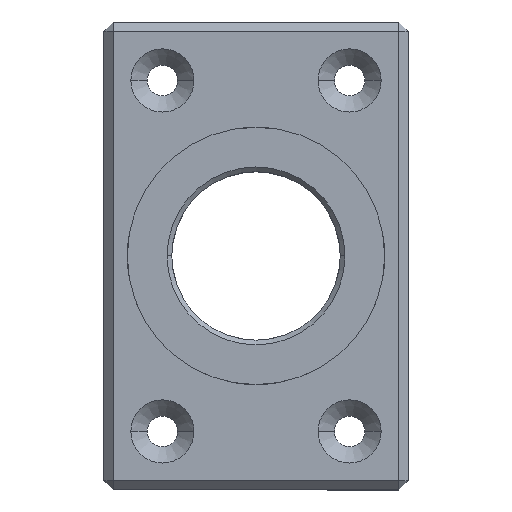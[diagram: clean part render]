
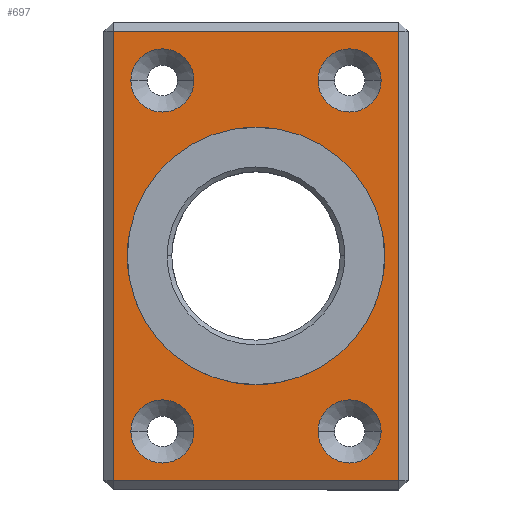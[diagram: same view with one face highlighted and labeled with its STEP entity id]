
A CAD part, top view. The second image highlights one B-rep face of the part: STEP entity #697.
In plain terms, the highlighted planar face has unit normal (0, 0, 1).
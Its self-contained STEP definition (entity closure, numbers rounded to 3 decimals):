
#125 = DIRECTION ( 'NONE',  ( -1., 0., 0. ) ) ;
#257 = DIRECTION ( 'NONE',  ( 0., 0., 1. ) ) ;
#324 = ORIENTED_EDGE ( 'NONE', *, *, #11460, .T. ) ;
#471 = DIRECTION ( 'NONE',  ( 0., 0., 1. ) ) ;
#525 = CIRCLE ( 'NONE', #5535, 21. ) ;
#597 = DIRECTION ( 'NONE',  ( 0., -1., 0. ) ) ;
#697 = ADVANCED_FACE ( 'NONE', ( #15281, #2595, #7101, #6851, #13675, #17684 ), #6841, .T. ) ;
#965 = DIRECTION ( 'NONE',  ( 0., 1., 0. ) ) ;
#1292 = ORIENTED_EDGE ( 'NONE', *, *, #7494, .F. ) ;
#1308 = CARTESIAN_POINT ( 'NONE',  ( 0., 0., 6. ) ) ;
#2139 = CARTESIAN_POINT ( 'NONE',  ( 32.5, -48., 6. ) ) ;
#2186 = VERTEX_POINT ( 'NONE', #10193 ) ;
#2322 = EDGE_CURVE ( 'NONE', #14048, #17363, #13952, .T. ) ;
#2417 = CARTESIAN_POINT ( 'NONE',  ( -20., 37.5, 6. ) ) ;
#2445 = CARTESIAN_POINT ( 'NONE',  ( 30.5, 50., 6. ) ) ;
#2595 = FACE_BOUND ( 'NONE', #13151, .T. ) ;
#2623 = DIRECTION ( 'NONE',  ( 1., 0., 0. ) ) ;
#2637 = DIRECTION ( 'NONE',  ( 0., 0., 1. ) ) ;
#2658 = DIRECTION ( 'NONE',  ( 0., 0., 1. ) ) ;
#2747 = VERTEX_POINT ( 'NONE', #7029 ) ;
#3115 = CIRCLE ( 'NONE', #11930, 6.75 ) ;
#3194 = EDGE_CURVE ( 'NONE', #7994, #15238, #16935, .T. ) ;
#3540 = CARTESIAN_POINT ( 'NONE',  ( 20., -37.5, 6. ) ) ;
#3725 = CARTESIAN_POINT ( 'NONE',  ( 13.25, 37.5, 6. ) ) ;
#3756 = AXIS2_PLACEMENT_3D ( 'NONE', #2417, #15021, #11840 ) ;
#3932 = CARTESIAN_POINT ( 'NONE',  ( 20., -37.5, 6. ) ) ;
#4008 = CARTESIAN_POINT ( 'NONE',  ( 30.5, -48., 6. ) ) ;
#4096 = LINE ( 'NONE', #2139, #13426 ) ;
#4173 = ORIENTED_EDGE ( 'NONE', *, *, #9417, .T. ) ;
#4528 = AXIS2_PLACEMENT_3D ( 'NONE', #5288, #7051, #18097 ) ;
#4574 = CARTESIAN_POINT ( 'NONE',  ( -26.75, -37.5, 6. ) ) ;
#4747 = CIRCLE ( 'NONE', #3756, 6.75 ) ;
#4843 = EDGE_LOOP ( 'NONE', ( #9504, #6457 ) ) ;
#4868 = DIRECTION ( 'NONE',  ( 1., 0., 0. ) ) ;
#5113 = CARTESIAN_POINT ( 'NONE',  ( 0., 0., 6. ) ) ;
#5221 = AXIS2_PLACEMENT_3D ( 'NONE', #10437, #5713, #18585 ) ;
#5257 = CARTESIAN_POINT ( 'NONE',  ( -30.5, -50., 6. ) ) ;
#5288 = CARTESIAN_POINT ( 'NONE',  ( 0., 0., 6. ) ) ;
#5361 = AXIS2_PLACEMENT_3D ( 'NONE', #13730, #2658, #10669 ) ;
#5419 = DIRECTION ( 'NONE',  ( 1., 0., 0. ) ) ;
#5535 = AXIS2_PLACEMENT_3D ( 'NONE', #5113, #16177, #16375 ) ;
#5706 = EDGE_CURVE ( 'NONE', #13175, #9209, #14370, .T. ) ;
#5713 = DIRECTION ( 'NONE',  ( 0., 0., 1. ) ) ;
#6404 = DIRECTION ( 'NONE',  ( 1., 0., 0. ) ) ;
#6408 = CARTESIAN_POINT ( 'NONE',  ( -26.75, 37.5, 6. ) ) ;
#6457 = ORIENTED_EDGE ( 'NONE', *, *, #2322, .F. ) ;
#6777 = EDGE_CURVE ( 'NONE', #7556, #11655, #4747, .T. ) ;
#6841 = PLANE ( 'NONE',  #4528 ) ;
#6842 = LINE ( 'NONE', #5257, #18947 ) ;
#6851 = FACE_BOUND ( 'NONE', #4843, .T. ) ;
#7029 = CARTESIAN_POINT ( 'NONE',  ( 30.5, 48., 6. ) ) ;
#7051 = DIRECTION ( 'NONE',  ( 0., 0., 1. ) ) ;
#7101 = FACE_BOUND ( 'NONE', #15627, .T. ) ;
#7131 = VERTEX_POINT ( 'NONE', #9530 ) ;
#7423 = ORIENTED_EDGE ( 'NONE', *, *, #6777, .F. ) ;
#7494 = EDGE_CURVE ( 'NONE', #9209, #13175, #9271, .T. ) ;
#7556 = VERTEX_POINT ( 'NONE', #10998 ) ;
#7635 = EDGE_CURVE ( 'NONE', #17363, #14048, #17826, .T. ) ;
#7833 = AXIS2_PLACEMENT_3D ( 'NONE', #9646, #20743, #6404 ) ;
#7869 = VECTOR ( 'NONE', #965, 1000. ) ;
#7994 = VERTEX_POINT ( 'NONE', #4574 ) ;
#8113 = AXIS2_PLACEMENT_3D ( 'NONE', #1308, #10990, #12762 ) ;
#8450 = CARTESIAN_POINT ( 'NONE',  ( -30.5, -48., 6. ) ) ;
#8717 = AXIS2_PLACEMENT_3D ( 'NONE', #3932, #8920, #12091 ) ;
#8920 = DIRECTION ( 'NONE',  ( 0., 0., 1. ) ) ;
#8960 = EDGE_CURVE ( 'NONE', #7131, #18519, #6842, .T. ) ;
#9209 = VERTEX_POINT ( 'NONE', #11112 ) ;
#9271 = CIRCLE ( 'NONE', #19514, 6.75 ) ;
#9323 = EDGE_LOOP ( 'NONE', ( #18559, #19737, #4173, #15664 ) ) ;
#9417 = EDGE_CURVE ( 'NONE', #11863, #2747, #20684, .T. ) ;
#9504 = ORIENTED_EDGE ( 'NONE', *, *, #7635, .F. ) ;
#9515 = ORIENTED_EDGE ( 'NONE', *, *, #10145, .F. ) ;
#9530 = CARTESIAN_POINT ( 'NONE',  ( -30.5, 48., 6. ) ) ;
#9646 = CARTESIAN_POINT ( 'NONE',  ( -20., 37.5, 6. ) ) ;
#9711 = CARTESIAN_POINT ( 'NONE',  ( -32.5, 48., 6. ) ) ;
#10085 = EDGE_CURVE ( 'NONE', #2747, #7131, #10600, .T. ) ;
#10102 = AXIS2_PLACEMENT_3D ( 'NONE', #3540, #257, #4868 ) ;
#10145 = EDGE_CURVE ( 'NONE', #11655, #7556, #11118, .T. ) ;
#10193 = CARTESIAN_POINT ( 'NONE',  ( 0., 21., 6. ) ) ;
#10391 = CARTESIAN_POINT ( 'NONE',  ( -13.25, -37.5, 6. ) ) ;
#10437 = CARTESIAN_POINT ( 'NONE',  ( 20., 37.5, 6. ) ) ;
#10600 = LINE ( 'NONE', #9711, #10847 ) ;
#10669 = DIRECTION ( 'NONE',  ( 1., 0., 0. ) ) ;
#10847 = VECTOR ( 'NONE', #125, 1000. ) ;
#10989 = CARTESIAN_POINT ( 'NONE',  ( 26.75, -37.5, 6. ) ) ;
#10990 = DIRECTION ( 'NONE',  ( 0., 0., -1. ) ) ;
#10998 = CARTESIAN_POINT ( 'NONE',  ( -13.25, 37.5, 6. ) ) ;
#11112 = CARTESIAN_POINT ( 'NONE',  ( 26.75, 37.5, 6. ) ) ;
#11118 = CIRCLE ( 'NONE', #7833, 6.75 ) ;
#11346 = ORIENTED_EDGE ( 'NONE', *, *, #3194, .F. ) ;
#11460 = EDGE_CURVE ( 'NONE', #19533, #2186, #18609, .T. ) ;
#11655 = VERTEX_POINT ( 'NONE', #6408 ) ;
#11838 = CARTESIAN_POINT ( 'NONE',  ( 13.25, -37.5, 6. ) ) ;
#11840 = DIRECTION ( 'NONE',  ( 1., 0., 0. ) ) ;
#11863 = VERTEX_POINT ( 'NONE', #4008 ) ;
#11930 = AXIS2_PLACEMENT_3D ( 'NONE', #19698, #471, #2623 ) ;
#12064 = EDGE_CURVE ( 'NONE', #2186, #19533, #525, .T. ) ;
#12091 = DIRECTION ( 'NONE',  ( 1., 0., 0. ) ) ;
#12762 = DIRECTION ( 'NONE',  ( 0., 1., 0. ) ) ;
#13151 = EDGE_LOOP ( 'NONE', ( #1292, #17898 ) ) ;
#13175 = VERTEX_POINT ( 'NONE', #3725 ) ;
#13407 = EDGE_LOOP ( 'NONE', ( #324, #18873 ) ) ;
#13426 = VECTOR ( 'NONE', #5419, 1000. ) ;
#13675 = FACE_OUTER_BOUND ( 'NONE', #9323, .T. ) ;
#13730 = CARTESIAN_POINT ( 'NONE',  ( -20., -37.5, 6. ) ) ;
#13952 = CIRCLE ( 'NONE', #8717, 6.75 ) ;
#14048 = VERTEX_POINT ( 'NONE', #11838 ) ;
#14370 = CIRCLE ( 'NONE', #5221, 6.75 ) ;
#14591 = CARTESIAN_POINT ( 'NONE',  ( 0., -21., 6. ) ) ;
#15021 = DIRECTION ( 'NONE',  ( 0., 0., 1. ) ) ;
#15238 = VERTEX_POINT ( 'NONE', #10391 ) ;
#15281 = FACE_BOUND ( 'NONE', #16273, .T. ) ;
#15627 = EDGE_LOOP ( 'NONE', ( #16617, #11346 ) ) ;
#15664 = ORIENTED_EDGE ( 'NONE', *, *, #10085, .T. ) ;
#15727 = CARTESIAN_POINT ( 'NONE',  ( 20., 37.5, 6. ) ) ;
#16177 = DIRECTION ( 'NONE',  ( 0., 0., -1. ) ) ;
#16273 = EDGE_LOOP ( 'NONE', ( #7423, #9515 ) ) ;
#16375 = DIRECTION ( 'NONE',  ( 0., 1., 0. ) ) ;
#16617 = ORIENTED_EDGE ( 'NONE', *, *, #19680, .F. ) ;
#16935 = CIRCLE ( 'NONE', #5361, 6.75 ) ;
#17042 = DIRECTION ( 'NONE',  ( 1., 0., 0. ) ) ;
#17363 = VERTEX_POINT ( 'NONE', #10989 ) ;
#17684 = FACE_BOUND ( 'NONE', #13407, .T. ) ;
#17826 = CIRCLE ( 'NONE', #10102, 6.75 ) ;
#17898 = ORIENTED_EDGE ( 'NONE', *, *, #5706, .F. ) ;
#18097 = DIRECTION ( 'NONE',  ( 0., -1., 0. ) ) ;
#18519 = VERTEX_POINT ( 'NONE', #8450 ) ;
#18559 = ORIENTED_EDGE ( 'NONE', *, *, #8960, .T. ) ;
#18585 = DIRECTION ( 'NONE',  ( 1., 0., 0. ) ) ;
#18609 = CIRCLE ( 'NONE', #8113, 21. ) ;
#18873 = ORIENTED_EDGE ( 'NONE', *, *, #12064, .T. ) ;
#18947 = VECTOR ( 'NONE', #597, 1000. ) ;
#19514 = AXIS2_PLACEMENT_3D ( 'NONE', #15727, #2637, #17042 ) ;
#19533 = VERTEX_POINT ( 'NONE', #14591 ) ;
#19680 = EDGE_CURVE ( 'NONE', #15238, #7994, #3115, .T. ) ;
#19698 = CARTESIAN_POINT ( 'NONE',  ( -20., -37.5, 6. ) ) ;
#19737 = ORIENTED_EDGE ( 'NONE', *, *, #20219, .T. ) ;
#20219 = EDGE_CURVE ( 'NONE', #18519, #11863, #4096, .T. ) ;
#20684 = LINE ( 'NONE', #2445, #7869 ) ;
#20743 = DIRECTION ( 'NONE',  ( 0., 0., 1. ) ) ;
